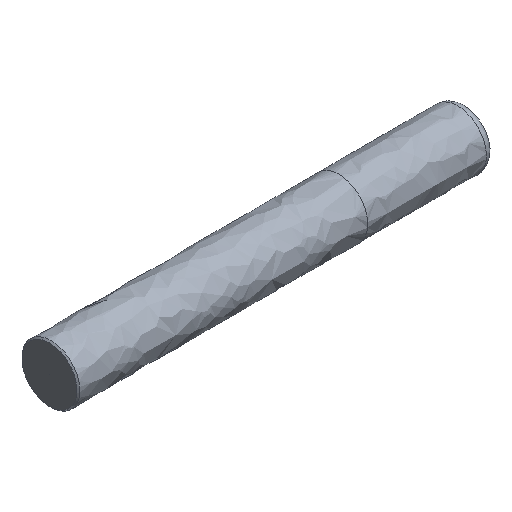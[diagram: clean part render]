
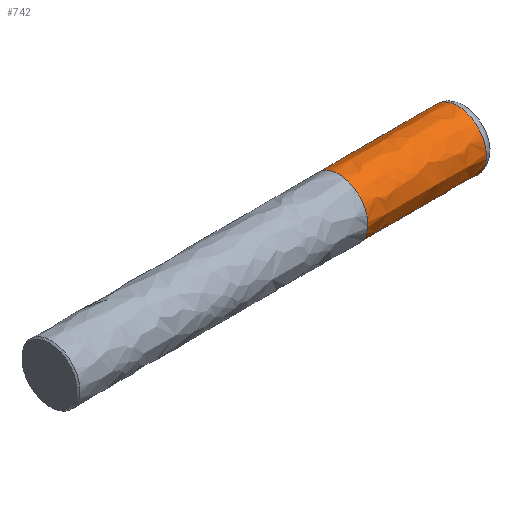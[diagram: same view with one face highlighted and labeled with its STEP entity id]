
A CAD part, isometric view. The second image highlights one B-rep face of the part: STEP entity #742.
In plain terms, the highlighted free-form (B-spline) face has degree [5, 3] with [6, 4] control points.
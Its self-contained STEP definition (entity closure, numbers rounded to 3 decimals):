
#85 = CARTESIAN_POINT ('', (-1.5, 5., 0.));
#86 = VERTEX_POINT ('', #85);
#97 = CARTESIAN_POINT ('', (-1.5, 5., 0.));
#98 = CARTESIAN_POINT ('', (-1.5, 5., -0.407));
#99 = CARTESIAN_POINT ('', (-1.5, 4.948, -0.826));
#100 = CARTESIAN_POINT ('', (-1.5, 4.849, -1.22));
#101 = CARTESIAN_POINT ('', (-1.5, 4.749, -1.615));
#102 = CARTESIAN_POINT ('', (-1.5, 4.597, -2.009));
#103 = CARTESIAN_POINT ('', (-1.5, 4.404, -2.367));
#104 = CARTESIAN_POINT ('', (-1.5, 4.212, -2.725));
#105 = CARTESIAN_POINT ('', (-1.5, 3.967, -3.07));
#106 = CARTESIAN_POINT ('', (-1.5, 3.693, -3.37));
#107 = CARTESIAN_POINT ('', (-1.5, 3.419, -3.671));
#108 = CARTESIAN_POINT ('', (-1.5, 3.098, -3.945));
#109 = CARTESIAN_POINT ('', (-1.5, 2.759, -4.17));
#110 = CARTESIAN_POINT ('', (-1.5, 2.42, -4.394));
#111 = CARTESIAN_POINT ('', (-1.5, 2.041, -4.582));
#112 = CARTESIAN_POINT ('', (-1.5, 1.658, -4.717));
#113 = CARTESIAN_POINT ('', (-1.5, 1.274, -4.852));
#114 = CARTESIAN_POINT ('', (-1.5, 0.861, -4.942));
#115 = CARTESIAN_POINT ('', (-1.5, 0.456, -4.979));
#116 = CARTESIAN_POINT ('', (-1.5, 0.051, -5.016));
#117 = CARTESIAN_POINT ('', (-1.5, -0.371, -5.003));
#118 = CARTESIAN_POINT ('', (-1.5, -0.773, -4.94));
#119 = CARTESIAN_POINT ('', (-1.5, -1.175, -4.877));
#120 = CARTESIAN_POINT ('', (-1.5, -1.581, -4.761));
#121 = CARTESIAN_POINT ('', (-1.5, -1.955, -4.602));
#122 = CARTESIAN_POINT ('', (-1.5, -2.33, -4.443));
#123 = CARTESIAN_POINT ('', (-1.5, -2.695, -4.231));
#124 = CARTESIAN_POINT ('', (-1.5, -3.02, -3.985));
#125 = CARTESIAN_POINT ('', (-1.5, -3.344, -3.74));
#126 = CARTESIAN_POINT ('', (-1.5, -3.646, -3.445));
#127 = CARTESIAN_POINT ('', (-1.5, -3.901, -3.128));
#128 = CARTESIAN_POINT ('', (-1.5, -4.155, -2.81));
#129 = CARTESIAN_POINT ('', (-1.5, -4.377, -2.451));
#130 = CARTESIAN_POINT ('', (-1.5, -4.546, -2.081));
#131 = CARTESIAN_POINT ('', (-1.5, -4.716, -1.711));
#132 = CARTESIAN_POINT ('', (-1.5, -4.843, -1.308));
#133 = CARTESIAN_POINT ('', (-1.5, -4.917, -0.908));
#134 = CARTESIAN_POINT ('', (-1.5, -4.991, -0.508));
#135 = CARTESIAN_POINT ('', (-1.5, -5.016, -0.087));
#136 = CARTESIAN_POINT ('', (-1.5, -4.99, 0.319));
#137 = CARTESIAN_POINT ('', (-1.5, -4.964, 0.725));
#138 = CARTESIAN_POINT ('', (-1.5, -4.885, 1.14));
#139 = CARTESIAN_POINT ('', (-1.5, -4.761, 1.528));
#140 = CARTESIAN_POINT ('', (-1.5, -4.637, 1.915));
#141 = CARTESIAN_POINT ('', (-1.5, -4.459, 2.298));
#142 = CARTESIAN_POINT ('', (-1.5, -4.244, 2.643));
#143 = CARTESIAN_POINT ('', (-1.5, -4.029, 2.989));
#144 = CARTESIAN_POINT ('', (-1.5, -3.763, 3.317));
#145 = CARTESIAN_POINT ('', (-1.5, -3.471, 3.599));
#146 = CARTESIAN_POINT ('', (-1.5, -3.178, 3.882));
#147 = CARTESIAN_POINT ('', (-1.5, -2.84, 4.135));
#148 = CARTESIAN_POINT ('', (-1.5, -2.487, 4.338));
#149 = CARTESIAN_POINT ('', (-1.5, -2.134, 4.54));
#150 = CARTESIAN_POINT ('', (-1.5, -1.745, 4.703));
#151 = CARTESIAN_POINT ('', (-1.5, -1.353, 4.813));
#152 = CARTESIAN_POINT ('', (-1.5, -0.961, 4.924));
#153 = CARTESIAN_POINT ('', (-1.5, -0.544, 4.987));
#154 = CARTESIAN_POINT ('', (-1.5, -0.137, 4.998));
#155 = CARTESIAN_POINT ('', (-1.5, 0.269, 5.009));
#156 = CARTESIAN_POINT ('', (-1.5, 0.69, 4.969));
#157 = CARTESIAN_POINT ('', (-1.5, 1.087, 4.88));
#158 = CARTESIAN_POINT ('', (-1.5, 1.484, 4.792));
#159 = CARTESIAN_POINT ('', (-1.5, 1.882, 4.65));
#160 = CARTESIAN_POINT ('', (-1.5, 2.245, 4.468));
#161 = CARTESIAN_POINT ('', (-1.5, 2.609, 4.285));
#162 = CARTESIAN_POINT ('', (-1.5, 2.96, 4.05));
#163 = CARTESIAN_POINT ('', (-1.5, 3.268, 3.784));
#164 = CARTESIAN_POINT ('', (-1.5, 3.576, 3.518));
#165 = CARTESIAN_POINT ('', (-1.5, 3.859, 3.205));
#166 = CARTESIAN_POINT ('', (-1.5, 4.093, 2.872));
#167 = CARTESIAN_POINT ('', (-1.5, 4.326, 2.539));
#168 = CARTESIAN_POINT ('', (-1.5, 4.525, 2.166));
#169 = CARTESIAN_POINT ('', (-1.5, 4.67, 1.786));
#170 = CARTESIAN_POINT ('', (-1.5, 4.815, 1.406));
#171 = CARTESIAN_POINT ('', (-1.5, 4.917, 0.996));
#172 = CARTESIAN_POINT ('', (-1.5, 4.965, 0.593));
#173 = CARTESIAN_POINT ('', (-1.5, 4.988, 0.396));
#174 = CARTESIAN_POINT ('', (-1.5, 5., 0.198));
#175 = CARTESIAN_POINT ('', (-1.5, 5., 0.));
#176 = B_SPLINE_CURVE_WITH_KNOTS ('', 3, (#97, #98, #99, #100, #101, #102, #103, #104, #105, #106, #107, #108, #109, #110, #111, #112, #113, #114, #115, #116, #117, #118, #119, #120, #121, #122, #123, #124, #125, #126, #127, #128, #129, #130, #131, #132, #133, #134, #135, #136, #137, #138, #139, #140, #141, #142, #143, #144, #145, #146, #147, #148, #149, #150, #151, #152, #153, #154, #155, #156, #157, #158, #159, #160, #161, #162, #163, #164, #165, #166, #167, #168, #169, #170, #171, #172, #173, #174, #175), .UNSPECIFIED., .T., .U., (4, 3, 3, 3, 3, 3, 3, 3, 3, 3, 3, 3, 3, 3, 3, 3, 3, 3, 3, 3, 3, 3, 3, 3, 3, 3, 4), (0., 0.854, 1.709, 2.563, 3.417, 4.271, 5.126, 5.98, 6.834, 7.689, 8.543, 9.397, 10.252, 11.106, 11.96, 12.814, 13.669, 14.523, 15.377, 16.232, 17.086, 17.94, 18.795, 19.649, 20.503, 21.357, 21.772), .UNSPECIFIED.);
#177 = EDGE_CURVE ('', #86, #86, #176, .T.);
#695 = ORIENTED_EDGE ('', *, *, #177, .T.);
#696 = CARTESIAN_POINT ('', (-22., 5., 0.));
#697 = VERTEX_POINT ('', #696);
#698 = CARTESIAN_POINT ('', (-22., 5., 0.));
#699 = CARTESIAN_POINT ('', (-15.167, 5., 0.));
#700 = CARTESIAN_POINT ('', (-8.333, 5., 0.));
#701 = CARTESIAN_POINT ('', (-1.5, 5., 0.));
#702 = B_SPLINE_CURVE_WITH_KNOTS ('', 3, (#698, #699, #700, #701), .UNSPECIFIED., .F., .U., (4, 4), (0., 0.932), .UNSPECIFIED.);
#703 = EDGE_CURVE ('', #697, #86, #702, .T.);
#704 = ORIENTED_EDGE ('', *, *, #703, .F.);
#705 = CARTESIAN_POINT ('', (-22., 5., 0.));
#706 = CARTESIAN_POINT ('', (-22., 5., -20.));
#707 = CARTESIAN_POINT ('', (-22., -15., -10.));
#708 = CARTESIAN_POINT ('', (-22., -15., 10.));
#709 = CARTESIAN_POINT ('', (-22., 5., 20.));
#710 = CARTESIAN_POINT ('', (-22., 5., 0.));
#711 = (
   BOUNDED_CURVE ()
   B_SPLINE_CURVE (5, (#705, #706, #707, #708, #709, #710), .UNSPECIFIED., .T., .U.)
   B_SPLINE_CURVE_WITH_KNOTS ((6, 6), (0., 1.), .UNSPECIFIED.)
   CURVE ()
   GEOMETRIC_REPRESENTATION_ITEM ()
   RATIONAL_B_SPLINE_CURVE ((5., 1., 1., 1., 1., 5.))
   REPRESENTATION_ITEM ('')
);
#712 = EDGE_CURVE ('', #697, #697, #711, .T.);
#713 = ORIENTED_EDGE ('', *, *, #712, .F.);
#714 = ORIENTED_EDGE ('', *, *, #703, .T.);
#715 = EDGE_LOOP ('', (#695, #704, #713, #714));
#716 = FACE_OUTER_BOUND ('', #715, .T.);
#717 = CARTESIAN_POINT ('', (-22., 5., 0.));
#718 = CARTESIAN_POINT ('', (-14.667, 5., 0.));
#719 = CARTESIAN_POINT ('', (-7.333, 5., 0.));
#720 = CARTESIAN_POINT ('', (0., 5., 0.));
#721 = CARTESIAN_POINT ('', (-22., 5., 20.));
#722 = CARTESIAN_POINT ('', (-14.667, 5., 20.));
#723 = CARTESIAN_POINT ('', (-7.333, 5., 20.));
#724 = CARTESIAN_POINT ('', (0., 5., 20.));
#725 = CARTESIAN_POINT ('', (-22., -15., 10.));
#726 = CARTESIAN_POINT ('', (-14.667, -15., 10.));
#727 = CARTESIAN_POINT ('', (-7.333, -15., 10.));
#728 = CARTESIAN_POINT ('', (0., -15., 10.));
#729 = CARTESIAN_POINT ('', (-22., -15., -10.));
#730 = CARTESIAN_POINT ('', (-14.667, -15., -10.));
#731 = CARTESIAN_POINT ('', (-7.333, -15., -10.));
#732 = CARTESIAN_POINT ('', (0., -15., -10.));
#733 = CARTESIAN_POINT ('', (-22., 5., -20.));
#734 = CARTESIAN_POINT ('', (-14.667, 5., -20.));
#735 = CARTESIAN_POINT ('', (-7.333, 5., -20.));
#736 = CARTESIAN_POINT ('', (0., 5., -20.));
#737 = CARTESIAN_POINT ('', (-22., 5., 0.));
#738 = CARTESIAN_POINT ('', (-14.667, 5., 0.));
#739 = CARTESIAN_POINT ('', (-7.333, 5., 0.));
#740 = CARTESIAN_POINT ('', (0., 5., 0.));
#741 = (
   BOUNDED_SURFACE ()
   B_SPLINE_SURFACE (5, 3, ((#717, #718, #719, #720), (#721, #722, #723, #724), (#725, #726, #727, #728), (#729, #730, #731, #732), (#733, #734, #735, #736), (#737, #738, #739, #740)), .UNSPECIFIED., .T., .F., .U.)
   B_SPLINE_SURFACE_WITH_KNOTS ((6, 6), (4, 4), (0., 1.), (0., 1.), .UNSPECIFIED.)
   SURFACE ()
   GEOMETRIC_REPRESENTATION_ITEM ()
   RATIONAL_B_SPLINE_SURFACE (((5., 5., 5., 5.), (1., 1., 1., 1.), (1., 1., 1., 1.), (1., 1., 1., 1.), (1., 1., 1., 1.), (5., 5., 5., 5.)))
   REPRESENTATION_ITEM ('')
);
#742 = ADVANCED_FACE ('', (#716), #741, .T.);
